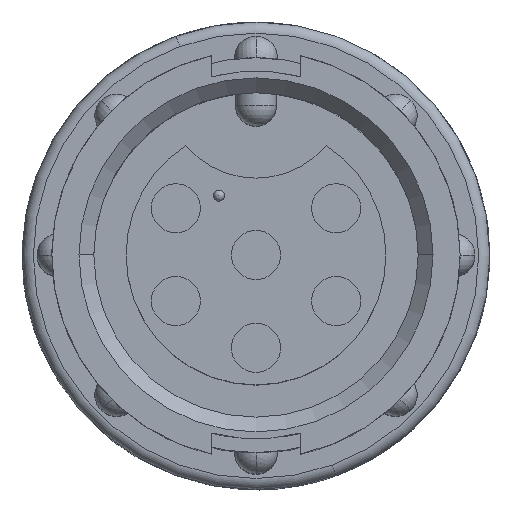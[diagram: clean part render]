
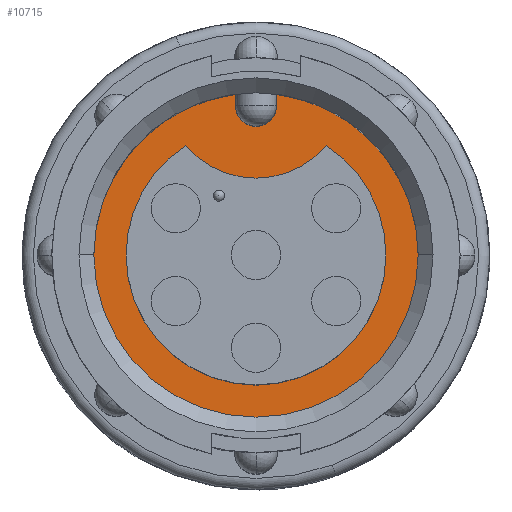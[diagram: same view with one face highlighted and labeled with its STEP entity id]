
A CAD part, top view. The second image highlights one B-rep face of the part: STEP entity #10715.
In plain terms, the highlighted planar face has unit normal (0, 0, 1).
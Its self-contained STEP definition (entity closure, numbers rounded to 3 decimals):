
#19 = VERTEX_POINT ( 'NONE', #12478 ) ;
#280 = CARTESIAN_POINT ( 'NONE',  ( 0.699, 5.506, -8.382 ) ) ;
#350 = VERTEX_POINT ( 'NONE', #2029 ) ;
#466 = DIRECTION ( 'NONE',  ( 1., 0., 0. ) ) ;
#556 = CIRCLE ( 'NONE', #4762, 5.55 ) ;
#616 = AXIS2_PLACEMENT_3D ( 'NONE', #1769, #3158, #1842 ) ;
#763 = DIRECTION ( 'NONE',  ( 0., 0., 1. ) ) ;
#791 = ORIENTED_EDGE ( 'NONE', *, *, #11232, .F. ) ;
#890 = CARTESIAN_POINT ( 'NONE',  ( 4.445, 0., -8.382 ) ) ;
#942 = DIRECTION ( 'NONE',  ( 1., 0., 0. ) ) ;
#1112 = ORIENTED_EDGE ( 'NONE', *, *, #1416, .T. ) ;
#1194 = VERTEX_POINT ( 'NONE', #890 ) ;
#1416 = EDGE_CURVE ( 'NONE', #3450, #19, #556, .T. ) ;
#1613 = DIRECTION ( 'NONE',  ( 0., 0., 1. ) ) ;
#1657 = CARTESIAN_POINT ( 'NONE',  ( -0.699, 5.506, -8.382 ) ) ;
#1676 = FACE_OUTER_BOUND ( 'NONE', #1764, .T. ) ;
#1764 = EDGE_LOOP ( 'NONE', ( #791, #1112, #10046, #13805, #5220, #11219 ) ) ;
#1769 = CARTESIAN_POINT ( 'NONE',  ( 0., 0., -8.382 ) ) ;
#1838 = VERTEX_POINT ( 'NONE', #12531 ) ;
#1842 = DIRECTION ( 'NONE',  ( 1., 0., 0. ) ) ;
#1911 = DIRECTION ( 'NONE',  ( 0., 0., 1. ) ) ;
#2029 = CARTESIAN_POINT ( 'NONE',  ( 5.55, 0., -8.382 ) ) ;
#2035 = EDGE_CURVE ( 'NONE', #10916, #1194, #8961, .T. ) ;
#2178 = CIRCLE ( 'NONE', #8690, 4.445 ) ;
#2633 = AXIS2_PLACEMENT_3D ( 'NONE', #11770, #1911, #5687 ) ;
#2823 = ORIENTED_EDGE ( 'NONE', *, *, #13968, .F. ) ;
#3055 = ORIENTED_EDGE ( 'NONE', *, *, #12321, .F. ) ;
#3057 = LINE ( 'NONE', #1657, #12369 ) ;
#3158 = DIRECTION ( 'NONE',  ( 0., 0., 1. ) ) ;
#3295 = VERTEX_POINT ( 'NONE', #5439 ) ;
#3450 = VERTEX_POINT ( 'NONE', #4093 ) ;
#3517 = EDGE_LOOP ( 'NONE', ( #2823, #3654, #3055, #6495 ) ) ;
#3575 = VERTEX_POINT ( 'NONE', #8414 ) ;
#3654 = ORIENTED_EDGE ( 'NONE', *, *, #4507, .T. ) ;
#3781 = CARTESIAN_POINT ( 'NONE',  ( 0., 0., -8.382 ) ) ;
#4093 = CARTESIAN_POINT ( 'NONE',  ( -0.699, 5.506, -8.382 ) ) ;
#4302 = LINE ( 'NONE', #7936, #6666 ) ;
#4507 = EDGE_CURVE ( 'NONE', #1838, #3575, #15528, .T. ) ;
#4762 = AXIS2_PLACEMENT_3D ( 'NONE', #3781, #5165, #11245 ) ;
#5165 = DIRECTION ( 'NONE',  ( 0., 0., 1. ) ) ;
#5220 = ORIENTED_EDGE ( 'NONE', *, *, #12852, .F. ) ;
#5268 = CIRCLE ( 'NONE', #9911, 0.699 ) ;
#5368 = FACE_BOUND ( 'NONE', #3517, .T. ) ;
#5439 = CARTESIAN_POINT ( 'NONE',  ( 0.699, 5.105, -8.382 ) ) ;
#5687 = DIRECTION ( 'NONE',  ( 1., 0., 0. ) ) ;
#6013 = CARTESIAN_POINT ( 'NONE',  ( -0.699, 5.105, -8.382 ) ) ;
#6072 = CARTESIAN_POINT ( 'NONE',  ( -4.445, 0., -8.382 ) ) ;
#6495 = ORIENTED_EDGE ( 'NONE', *, *, #2035, .F. ) ;
#6652 = PLANE ( 'NONE',  #8804 ) ;
#6666 = VECTOR ( 'NONE', #10376, 1000. ) ;
#7532 = DIRECTION ( 'NONE',  ( -1., 0., 0. ) ) ;
#7573 = CIRCLE ( 'NONE', #2633, 5.55 ) ;
#7936 = CARTESIAN_POINT ( 'NONE',  ( 0.699, 5.506, -8.382 ) ) ;
#7978 = EDGE_CURVE ( 'NONE', #12677, #3295, #5268, .T. ) ;
#8008 = DIRECTION ( 'NONE',  ( 0., -1., 0. ) ) ;
#8414 = CARTESIAN_POINT ( 'NONE',  ( 2.409, 3.736, -8.382 ) ) ;
#8525 = CARTESIAN_POINT ( 'NONE',  ( 0., 0., -8.382 ) ) ;
#8690 = AXIS2_PLACEMENT_3D ( 'NONE', #8959, #1613, #466 ) ;
#8804 = AXIS2_PLACEMENT_3D ( 'NONE', #10466, #15432, #10943 ) ;
#8959 = CARTESIAN_POINT ( 'NONE',  ( 0., 0., -8.382 ) ) ;
#8961 = CIRCLE ( 'NONE', #616, 4.445 ) ;
#9014 = EDGE_CURVE ( 'NONE', #19, #350, #7573, .T. ) ;
#9634 = DIRECTION ( 'NONE',  ( 1., 0., 0. ) ) ;
#9740 = DIRECTION ( 'NONE',  ( 0., 0., 1. ) ) ;
#9800 = CARTESIAN_POINT ( 'NONE',  ( 0., 5.804, -8.382 ) ) ;
#9911 = AXIS2_PLACEMENT_3D ( 'NONE', #11915, #763, #9634 ) ;
#10046 = ORIENTED_EDGE ( 'NONE', *, *, #9014, .T. ) ;
#10376 = DIRECTION ( 'NONE',  ( 0., 1., 0. ) ) ;
#10466 = CARTESIAN_POINT ( 'NONE',  ( 0., 4.445, -8.382 ) ) ;
#10715 = ADVANCED_FACE ( 'NONE', ( #5368, #1676 ), #6652, .F. ) ;
#10916 = VERTEX_POINT ( 'NONE', #6072 ) ;
#10943 = DIRECTION ( 'NONE',  ( -1., 0., 0. ) ) ;
#11042 = CARTESIAN_POINT ( 'NONE',  ( 0., 0., -8.382 ) ) ;
#11219 = ORIENTED_EDGE ( 'NONE', *, *, #7978, .F. ) ;
#11232 = EDGE_CURVE ( 'NONE', #3450, #12677, #3057, .T. ) ;
#11245 = DIRECTION ( 'NONE',  ( 1., 0., 0. ) ) ;
#11303 = VERTEX_POINT ( 'NONE', #280 ) ;
#11352 = CIRCLE ( 'NONE', #15500, 5.55 ) ;
#11360 = DIRECTION ( 'NONE',  ( 0., 0., 1. ) ) ;
#11770 = CARTESIAN_POINT ( 'NONE',  ( 0., 0., -8.382 ) ) ;
#11915 = CARTESIAN_POINT ( 'NONE',  ( 0., 5.105, -8.382 ) ) ;
#12093 = DIRECTION ( 'NONE',  ( 1., 0., 0. ) ) ;
#12321 = EDGE_CURVE ( 'NONE', #1194, #3575, #2178, .T. ) ;
#12344 = DIRECTION ( 'NONE',  ( 0., 0., 1. ) ) ;
#12369 = VECTOR ( 'NONE', #8008, 1000. ) ;
#12478 = CARTESIAN_POINT ( 'NONE',  ( -5.55, 0., -8.382 ) ) ;
#12531 = CARTESIAN_POINT ( 'NONE',  ( -2.409, 3.736, -8.382 ) ) ;
#12677 = VERTEX_POINT ( 'NONE', #6013 ) ;
#12692 = EDGE_CURVE ( 'NONE', #350, #11303, #11352, .T. ) ;
#12852 = EDGE_CURVE ( 'NONE', #3295, #11303, #4302, .T. ) ;
#12942 = AXIS2_PLACEMENT_3D ( 'NONE', #9800, #11360, #7532 ) ;
#13805 = ORIENTED_EDGE ( 'NONE', *, *, #12692, .T. ) ;
#13968 = EDGE_CURVE ( 'NONE', #1838, #10916, #14179, .T. ) ;
#14179 = CIRCLE ( 'NONE', #15483, 4.445 ) ;
#15432 = DIRECTION ( 'NONE',  ( 0., 0., -1. ) ) ;
#15483 = AXIS2_PLACEMENT_3D ( 'NONE', #8525, #12344, #12093 ) ;
#15500 = AXIS2_PLACEMENT_3D ( 'NONE', #11042, #9740, #942 ) ;
#15528 = CIRCLE ( 'NONE', #12942, 3.175 ) ;
